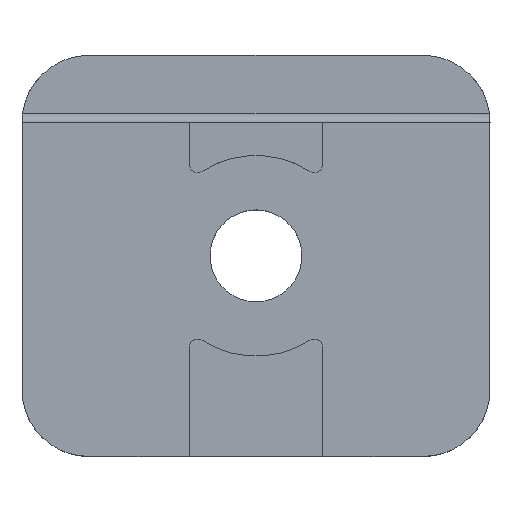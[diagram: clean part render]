
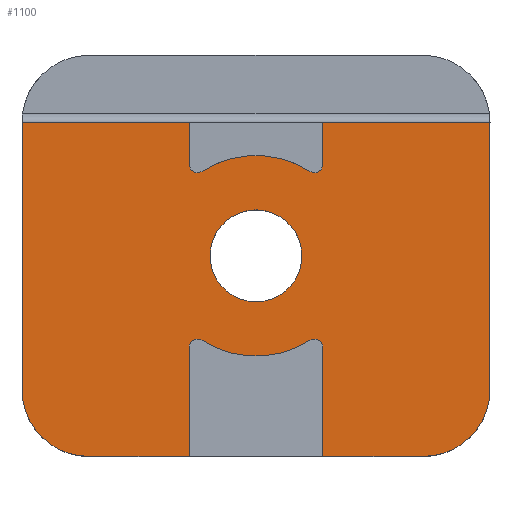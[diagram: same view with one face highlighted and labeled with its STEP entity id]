
A CAD part, top view. The second image highlights one B-rep face of the part: STEP entity #1100.
In plain terms, the highlighted planar face has unit normal (0, 0, 1).
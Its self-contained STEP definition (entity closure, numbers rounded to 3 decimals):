
#118=CIRCLE('',#1168,2.75);
#119=CIRCLE('',#1169,4.);
#120=CIRCLE('',#1170,0.5);
#121=CIRCLE('',#1171,0.5);
#122=CIRCLE('',#1172,6.);
#123=CIRCLE('',#1173,0.5);
#124=CIRCLE('',#1174,0.5);
#125=CIRCLE('',#1175,4.);
#126=CIRCLE('',#1176,0.5);
#127=CIRCLE('',#1177,0.5);
#128=CIRCLE('',#1178,6.);
#129=CIRCLE('',#1179,0.5);
#130=CIRCLE('',#1180,0.5);
#160=PLANE('',#1167);
#190=VECTOR('',#1271,1.);
#194=VECTOR('',#1275,1.);
#197=VECTOR('',#1288,1.);
#200=VECTOR('',#1294,1.);
#201=VECTOR('',#1297,1.);
#202=VECTOR('',#1298,1.);
#203=VECTOR('',#1309,1.);
#204=VECTOR('',#1310,1.);
#205=VECTOR('',#1313,1.);
#206=VECTOR('',#1314,1.);
#287=LINE('',#1622,#190);
#291=LINE('',#1630,#194);
#294=LINE('',#1644,#197);
#297=LINE('',#1653,#200);
#298=LINE('',#1658,#201);
#299=LINE('',#1660,#202);
#300=LINE('',#1672,#203);
#301=LINE('',#1674,#204);
#302=LINE('',#1679,#205);
#303=LINE('',#1680,#206);
#385=VERTEX_POINT('',#1621);
#386=VERTEX_POINT('',#1623);
#389=VERTEX_POINT('',#1629);
#390=VERTEX_POINT('',#1631);
#395=VERTEX_POINT('',#1645);
#397=VERTEX_POINT('',#1651);
#398=VERTEX_POINT('',#1652);
#399=VERTEX_POINT('',#1654);
#400=VERTEX_POINT('',#1656);
#401=VERTEX_POINT('',#1657);
#402=VERTEX_POINT('',#1659);
#403=VERTEX_POINT('',#1661);
#404=VERTEX_POINT('',#1663);
#405=VERTEX_POINT('',#1665);
#406=VERTEX_POINT('',#1667);
#407=VERTEX_POINT('',#1669);
#408=VERTEX_POINT('',#1671);
#409=VERTEX_POINT('',#1673);
#410=VERTEX_POINT('',#1675);
#411=VERTEX_POINT('',#1677);
#412=VERTEX_POINT('',#1678);
#413=VERTEX_POINT('',#1681);
#414=VERTEX_POINT('',#1683);
#415=VERTEX_POINT('',#1685);
#416=VERTEX_POINT('',#1687);
#417=VERTEX_POINT('',#1689);
#488=EDGE_CURVE('',#386,#385,#287,.T.);
#492=EDGE_CURVE('',#390,#389,#291,.T.);
#499=EDGE_CURVE('',#395,#386,#294,.T.);
#502=EDGE_CURVE('',#397,#398,#118,.T.);
#503=EDGE_CURVE('',#398,#397,#118,.T.);
#504=EDGE_CURVE('',#385,#399,#297,.T.);
#505=EDGE_CURVE('',#400,#399,#119,.T.);
#506=EDGE_CURVE('',#401,#400,#119,.T.);
#507=EDGE_CURVE('',#401,#402,#298,.T.);
#508=EDGE_CURVE('',#402,#403,#299,.T.);
#509=EDGE_CURVE('',#404,#403,#120,.T.);
#510=EDGE_CURVE('',#405,#404,#121,.T.);
#511=EDGE_CURVE('',#405,#406,#122,.T.);
#512=EDGE_CURVE('',#407,#406,#123,.T.);
#513=EDGE_CURVE('',#408,#407,#124,.T.);
#514=EDGE_CURVE('',#408,#409,#300,.T.);
#515=EDGE_CURVE('',#409,#410,#301,.T.);
#516=EDGE_CURVE('',#411,#410,#125,.T.);
#517=EDGE_CURVE('',#412,#411,#125,.T.);
#518=EDGE_CURVE('',#412,#390,#302,.T.);
#519=EDGE_CURVE('',#389,#413,#303,.T.);
#520=EDGE_CURVE('',#414,#413,#126,.T.);
#521=EDGE_CURVE('',#415,#414,#127,.T.);
#522=EDGE_CURVE('',#415,#416,#128,.T.);
#523=EDGE_CURVE('',#417,#416,#129,.T.);
#524=EDGE_CURVE('',#395,#417,#130,.T.);
#666=ORIENTED_EDGE('',*,*,#502,.T.);
#667=ORIENTED_EDGE('',*,*,#503,.T.);
#668=ORIENTED_EDGE('',*,*,#488,.T.);
#669=ORIENTED_EDGE('',*,*,#504,.T.);
#670=ORIENTED_EDGE('',*,*,#505,.F.);
#671=ORIENTED_EDGE('',*,*,#506,.F.);
#672=ORIENTED_EDGE('',*,*,#507,.T.);
#673=ORIENTED_EDGE('',*,*,#508,.T.);
#674=ORIENTED_EDGE('',*,*,#509,.F.);
#675=ORIENTED_EDGE('',*,*,#510,.F.);
#676=ORIENTED_EDGE('',*,*,#511,.T.);
#677=ORIENTED_EDGE('',*,*,#512,.F.);
#678=ORIENTED_EDGE('',*,*,#513,.F.);
#679=ORIENTED_EDGE('',*,*,#514,.T.);
#680=ORIENTED_EDGE('',*,*,#515,.T.);
#681=ORIENTED_EDGE('',*,*,#516,.F.);
#682=ORIENTED_EDGE('',*,*,#517,.F.);
#683=ORIENTED_EDGE('',*,*,#518,.T.);
#684=ORIENTED_EDGE('',*,*,#492,.T.);
#685=ORIENTED_EDGE('',*,*,#519,.T.);
#686=ORIENTED_EDGE('',*,*,#520,.F.);
#687=ORIENTED_EDGE('',*,*,#521,.F.);
#688=ORIENTED_EDGE('',*,*,#522,.T.);
#689=ORIENTED_EDGE('',*,*,#523,.F.);
#690=ORIENTED_EDGE('',*,*,#524,.F.);
#691=ORIENTED_EDGE('',*,*,#499,.T.);
#970=EDGE_LOOP('',(#666,#667));
#971=EDGE_LOOP('',(#668,#669,#670,#671,#672,#673,#674,#675,#676,#677,#678,
#679,#680,#681,#682,#683,#684,#685,#686,#687,#688,#689,#690,#691));
#1035=FACE_BOUND('',#970,.T.);
#1036=FACE_BOUND('',#971,.T.);
#1100=ADVANCED_FACE('',(#1035,#1036),#160,.T.);
#1167=AXIS2_PLACEMENT_3D('',#1649,#1291,$);
#1168=AXIS2_PLACEMENT_3D('',#1650,#1292,#1293);
#1169=AXIS2_PLACEMENT_3D('',#1655,#1295,#1296);
#1170=AXIS2_PLACEMENT_3D('',#1662,#1299,#1300);
#1171=AXIS2_PLACEMENT_3D('',#1664,#1301,#1302);
#1172=AXIS2_PLACEMENT_3D('',#1666,#1303,#1304);
#1173=AXIS2_PLACEMENT_3D('',#1668,#1305,#1306);
#1174=AXIS2_PLACEMENT_3D('',#1670,#1307,#1308);
#1175=AXIS2_PLACEMENT_3D('',#1676,#1311,#1312);
#1176=AXIS2_PLACEMENT_3D('',#1682,#1315,#1316);
#1177=AXIS2_PLACEMENT_3D('',#1684,#1317,#1318);
#1178=AXIS2_PLACEMENT_3D('',#1686,#1319,#1320);
#1179=AXIS2_PLACEMENT_3D('',#1688,#1321,#1322);
#1180=AXIS2_PLACEMENT_3D('',#1690,#1323,#1324);
#1271=DIRECTION('',(-1.,0.,0.));
#1275=DIRECTION('',(-1.,0.,0.));
#1288=DIRECTION('',(0.,1.,0.));
#1291=DIRECTION('',(0.,0.,1.));
#1292=DIRECTION('',(0.,0.,-1.));
#1293=DIRECTION('',(2.75,0.,0.));
#1294=DIRECTION('',(0.,-1.,0.));
#1295=DIRECTION('',(0.,0.,-1.));
#1296=DIRECTION('',(-2.828,-2.828,0.));
#1297=DIRECTION('',(1.,0.,0.));
#1298=DIRECTION('',(0.,1.,0.));
#1299=DIRECTION('',(0.,0.,1.));
#1300=DIRECTION('',(-0.24,0.439,0.));
#1301=DIRECTION('',(0.,0.,1.));
#1302=DIRECTION('',(-0.24,0.439,0.));
#1303=DIRECTION('',(0.,0.,1.));
#1304=DIRECTION('',(-6.,0.,0.));
#1305=DIRECTION('',(0.,0.,1.));
#1306=DIRECTION('',(0.24,0.439,0.));
#1307=DIRECTION('',(0.,0.,1.));
#1308=DIRECTION('',(0.24,0.439,0.));
#1309=DIRECTION('',(0.,-1.,0.));
#1310=DIRECTION('',(1.,0.,0.));
#1311=DIRECTION('',(0.,0.,-1.));
#1312=DIRECTION('',(2.828,-2.828,0.));
#1313=DIRECTION('',(0.,1.,0.));
#1314=DIRECTION('',(0.,-1.,0.));
#1315=DIRECTION('',(0.,0.,1.));
#1316=DIRECTION('',(0.24,-0.439,0.));
#1317=DIRECTION('',(0.,0.,1.));
#1318=DIRECTION('',(0.24,-0.439,0.));
#1319=DIRECTION('',(0.,0.,1.));
#1320=DIRECTION('',(-6.,0.,0.));
#1321=DIRECTION('',(0.,0.,1.));
#1322=DIRECTION('',(-0.24,-0.439,0.));
#1323=DIRECTION('',(0.,0.,1.));
#1324=DIRECTION('',(-0.24,-0.439,0.));
#1621=CARTESIAN_POINT('',(-14.,8.,8.));
#1622=CARTESIAN_POINT('',(0.,8.,8.));
#1623=CARTESIAN_POINT('',(-4.,8.,8.));
#1629=CARTESIAN_POINT('',(4.,8.,8.));
#1630=CARTESIAN_POINT('',(0.,8.,8.));
#1631=CARTESIAN_POINT('',(14.,8.,8.));
#1644=CARTESIAN_POINT('',(-4.,5.477,8.));
#1645=CARTESIAN_POINT('',(-4.,5.477,8.));
#1649=CARTESIAN_POINT('',(0.,0.,8.));
#1650=CARTESIAN_POINT('',(0.,0.,8.));
#1651=CARTESIAN_POINT('',(-2.75,0.,8.));
#1652=CARTESIAN_POINT('',(2.75,0.,8.));
#1653=CARTESIAN_POINT('',(-14.,8.,8.));
#1654=CARTESIAN_POINT('',(-14.,-8.,8.));
#1655=CARTESIAN_POINT('',(-10.,-8.,8.));
#1656=CARTESIAN_POINT('',(-12.828,-10.828,8.));
#1657=CARTESIAN_POINT('',(-10.,-12.,8.));
#1658=CARTESIAN_POINT('',(-10.,-12.,8.));
#1659=CARTESIAN_POINT('',(-4.,-12.,8.));
#1660=CARTESIAN_POINT('',(-4.,-12.,8.));
#1661=CARTESIAN_POINT('',(-4.,-5.477,8.));
#1662=CARTESIAN_POINT('',(-3.5,-5.477,8.));
#1663=CARTESIAN_POINT('',(-3.74,-5.039,8.));
#1664=CARTESIAN_POINT('',(-3.5,-5.477,8.));
#1665=CARTESIAN_POINT('',(-3.231,-5.056,8.));
#1666=CARTESIAN_POINT('',(0.,0.,8.));
#1667=CARTESIAN_POINT('',(3.231,-5.056,8.));
#1668=CARTESIAN_POINT('',(3.5,-5.477,8.));
#1669=CARTESIAN_POINT('',(3.74,-5.039,8.));
#1670=CARTESIAN_POINT('',(3.5,-5.477,8.));
#1671=CARTESIAN_POINT('',(4.,-5.477,8.));
#1672=CARTESIAN_POINT('',(4.,-5.477,8.));
#1673=CARTESIAN_POINT('',(4.,-12.,8.));
#1674=CARTESIAN_POINT('',(4.,-12.,8.));
#1675=CARTESIAN_POINT('',(10.,-12.,8.));
#1676=CARTESIAN_POINT('',(10.,-8.,8.));
#1677=CARTESIAN_POINT('',(12.828,-10.828,8.));
#1678=CARTESIAN_POINT('',(14.,-8.,8.));
#1679=CARTESIAN_POINT('',(14.,-8.,8.));
#1680=CARTESIAN_POINT('',(4.,12.,8.));
#1681=CARTESIAN_POINT('',(4.,5.477,8.));
#1682=CARTESIAN_POINT('',(3.5,5.477,8.));
#1683=CARTESIAN_POINT('',(3.74,5.039,8.));
#1684=CARTESIAN_POINT('',(3.5,5.477,8.));
#1685=CARTESIAN_POINT('',(3.231,5.056,8.));
#1686=CARTESIAN_POINT('',(0.,0.,8.));
#1687=CARTESIAN_POINT('',(-3.231,5.056,8.));
#1688=CARTESIAN_POINT('',(-3.5,5.477,8.));
#1689=CARTESIAN_POINT('',(-3.74,5.039,8.));
#1690=CARTESIAN_POINT('',(-3.5,5.477,8.));
